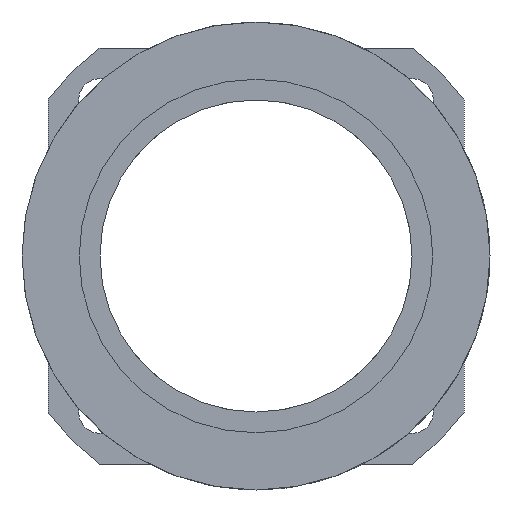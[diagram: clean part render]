
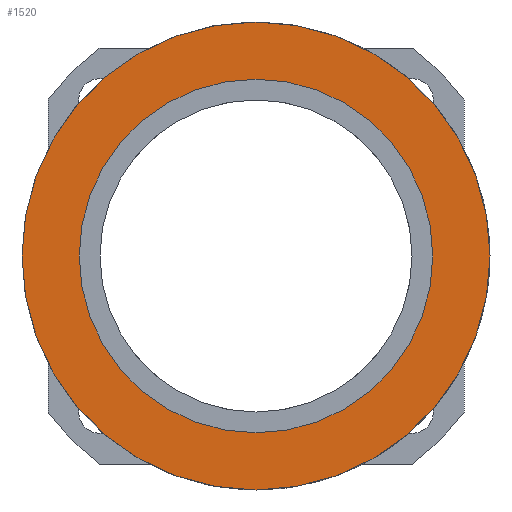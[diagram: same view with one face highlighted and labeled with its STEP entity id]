
A CAD part, left-side view. The second image highlights one B-rep face of the part: STEP entity #1520.
In plain terms, the highlighted planar face has unit normal (-1, 0, 0).
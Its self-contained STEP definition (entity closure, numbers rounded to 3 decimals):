
#40=FACE_BOUND('',#304,.T.);
#97=CIRCLE('',#1643,34.);
#102=CIRCLE('',#1650,45.);
#136=PLANE('',#1649);
#206=FACE_OUTER_BOUND('',#303,.T.);
#303=EDGE_LOOP('',(#1306));
#304=EDGE_LOOP('',(#1307));
#713=VERTEX_POINT('',#2864);
#714=VERTEX_POINT('',#2872);
#917=EDGE_CURVE('',#713,#713,#97,.T.);
#922=EDGE_CURVE('',#714,#714,#102,.T.);
#1306=ORIENTED_EDGE('',*,*,#922,.F.);
#1307=ORIENTED_EDGE('',*,*,#917,.T.);
#1520=ADVANCED_FACE('',(#206,#40),#136,.T.);
#1643=AXIS2_PLACEMENT_3D('',#2865,#1995,#1996);
#1649=AXIS2_PLACEMENT_3D('',#2871,#2007,#2008);
#1650=AXIS2_PLACEMENT_3D('',#2873,#2009,#2010);
#1995=DIRECTION('center_axis',(1.,0.,0.));
#1996=DIRECTION('ref_axis',(0.,1.,0.));
#2007=DIRECTION('center_axis',(-1.,0.,0.));
#2008=DIRECTION('ref_axis',(0.,0.,1.));
#2009=DIRECTION('center_axis',(1.,0.,0.));
#2010=DIRECTION('ref_axis',(0.,1.,0.));
#2864=CARTESIAN_POINT('',(0.,34.,0.));
#2865=CARTESIAN_POINT('Origin',(0.,0.,
0.));
#2871=CARTESIAN_POINT('Origin',(0.,37.5,0.));
#2872=CARTESIAN_POINT('',(0.,45.,0.));
#2873=CARTESIAN_POINT('Origin',(0.,0.,
0.));
